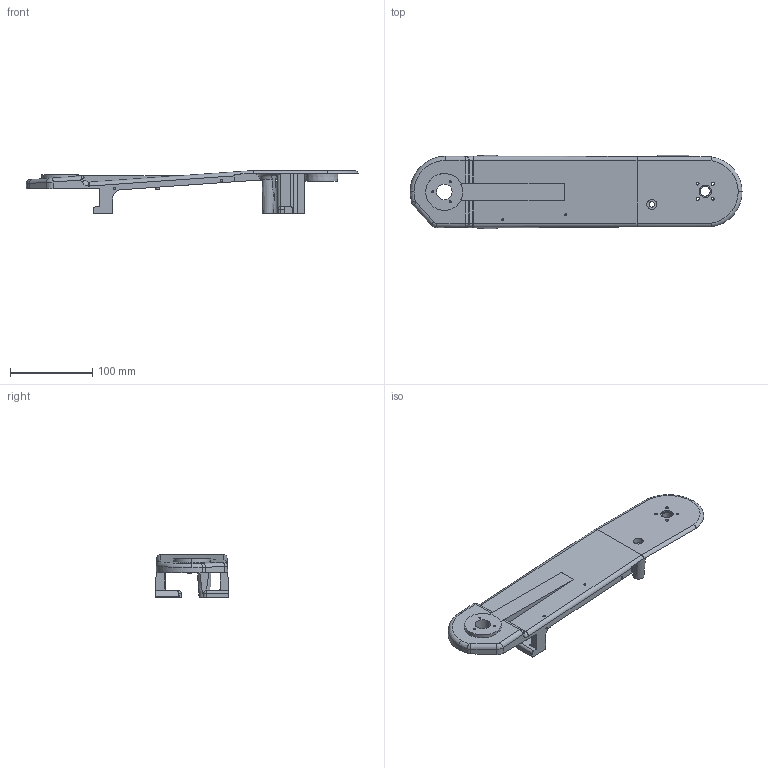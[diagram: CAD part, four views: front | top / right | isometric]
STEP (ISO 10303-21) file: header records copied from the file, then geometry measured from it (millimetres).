
FILE_DESCRIPTION (( 'STEP AP203' ), '1' );
FILE_NAME ('AvtBrasG_Défaut_sldprt.STEP', '2017-12-12T20:31:38', ( '' ), ( '' ), 'SwSTEP 2.0', 'SolidWorks 2016', '' );
FILE_SCHEMA (( 'CONFIG_CONTROL_DESIGN' ));
Length unit declared in the file: millimetre
Products named in the file (1): AvtBrasG_Défaut_sldprt
Bounding box: 403.99 x 89.28 x 52 mm (x, y, z)
Volume: 190348.2 mm3; surface area: 98472 mm2
Topology: 1 solids, 1 shells, 219 faces, 595 edges, 378 vertices
Faces by surface type: cylinder 109, plane 72, bspline 17, torus 9, cone 9, sphere 3
Entity records: 7729 total; most frequent: CARTESIAN_POINT 2273, ORIENTED_EDGE 1180, DIRECTION 1081, EDGE_CURVE 590, AXIS2_PLACEMENT_3D 395, VERTEX_POINT 378, VECTOR 291, LINE 291
